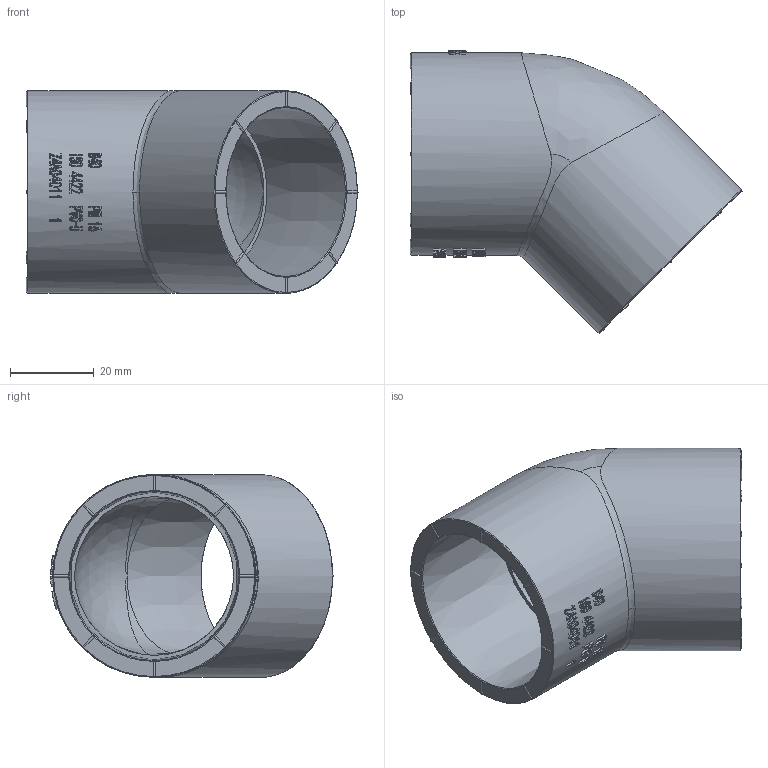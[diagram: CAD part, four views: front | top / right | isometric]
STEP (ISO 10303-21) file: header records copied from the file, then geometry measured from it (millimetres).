
FILE_DESCRIPTION(/* description */ (''),/* implementation_level */ '2;1');
FILE_NAME(/* name */ '45°弯40.stp',/* time_stamp */ '2024-07-06T09:19:14+08:00',/* author */ (''),/* organization */ (''),/* preprocessor_version */ 'ST-DEVELOPER v16',/* originating_system */ 'SIEMENS PLM Software NX 10.0',/* authorisation */ '');
FILE_SCHEMA (('AUTOMOTIVE_DESIGN { 1 0 10303 214 3 1 1 1 }'));
Length unit declared in the file: millimetre
Products named in the file (1): gelv12204B9B6dut
Bounding box: 79.43 x 67.61 x 48.5 mm (x, y, z)
Volume: 44014.1 mm3; surface area: 21398.4 mm2
Topology: 1 solids, 1 shells, 382 faces, 974 edges, 643 vertices
Faces by surface type: plane 211, bspline 96, cylinder 67, cone 4, torus 4
Full cylindrical faces by diameter (mm): 48.5 x2
Entity records: 30421 total; most frequent: CARTESIAN_POINT 22940, ORIENTED_EDGE 1904, EDGE_CURVE 952, DIRECTION 850, B_SPLINE_CURVE_WITH_KNOTS 760, VERTEX_POINT 640, EDGE_LOOP 452, ADVANCED_FACE 382
